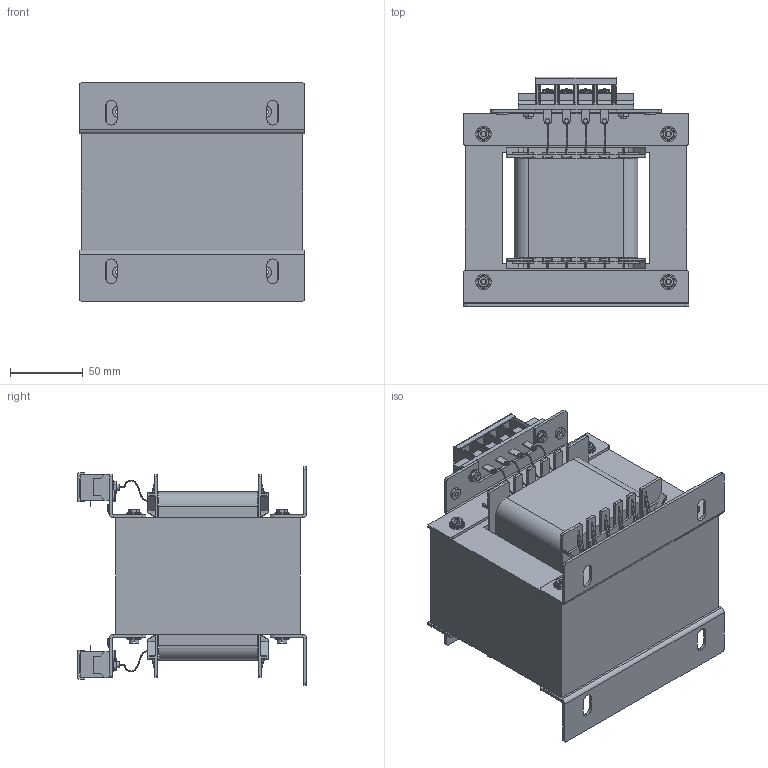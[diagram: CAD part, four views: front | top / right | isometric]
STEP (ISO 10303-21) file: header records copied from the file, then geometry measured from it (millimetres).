
FILE_DESCRIPTION (( 'STEP AP214' ), '1' );
FILE_NAME ('9109.STEP', '2025-04-02T10:29:13', ( '' ), ( '' ), 'SwSTEP 2.0', 'SolidWorks 2022', '' );
FILE_SCHEMA (( 'AUTOMOTIVE_DESIGN' ));
Length unit declared in the file: millimetre
Products named in the file (1): 9109
Bounding box: 155 x 157.6 x 150 mm (x, y, z)
Volume: 1729391.8 mm3; surface area: 349479.1 mm2
Topology: 72 solids, 72 shells, 3483 faces, 8848 edges, 5462 vertices
Faces by surface type: plane 2083, cylinder 774, bspline 280, torus 180, cone 146, sphere 20
Entity records: 155032 total; most frequent: CARTESIAN_POINT 35124, ORIENTED_EDGE 17504, DIRECTION 15434, EDGE_CURVE 8752, VECTOR 5686, LINE 5686, VERTEX_POINT 5462, AXIS2_PLACEMENT_3D 4874
